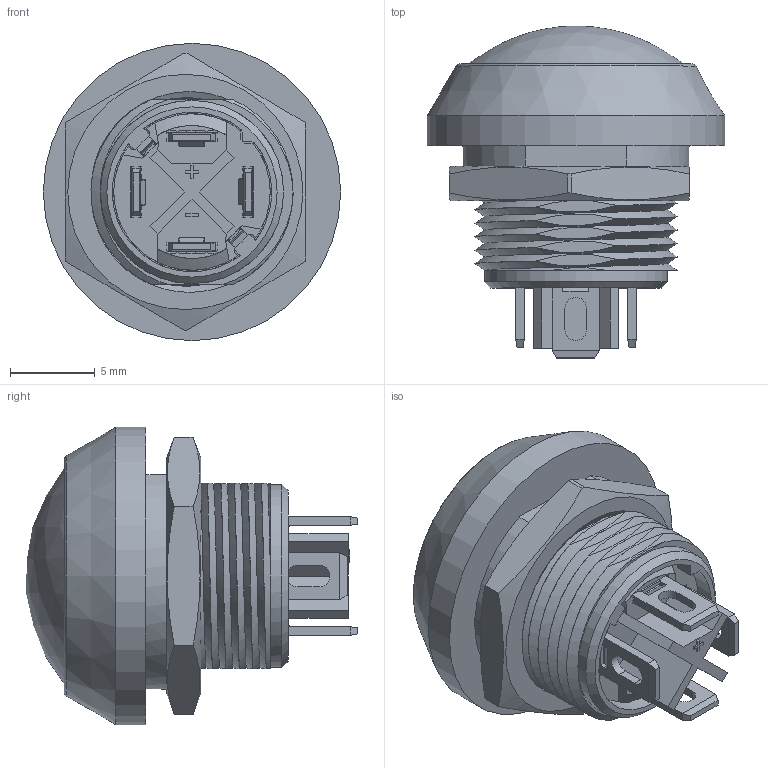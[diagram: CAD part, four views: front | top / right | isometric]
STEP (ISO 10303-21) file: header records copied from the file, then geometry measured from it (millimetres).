
FILE_DESCRIPTION(/* description */ (''),/* implementation_level */ '2;1');
FILE_NAME(/* name */ 'L SeriesThread Type W Nut Model.stp',/* time_stamp */ '2023-02-21T15:23:07-05:00',/* author */ ('dwiltbank'),/* organization */ (''),/* preprocessor_version */ 'ST-DEVELOPER v18.1',/* originating_system */ 'Autodesk Inventor 2022',/* authorisation */ '');
FILE_SCHEMA (('AUTOMOTIVE_DESIGN { 1 0 10303 214 3 1 1 }'));
Length unit declared in the file: inch
Products named in the file (1): Assembly Thread type w nut_Simplify_1
Bounding box: 17.53 x 19.56 x 17.53 mm (x, y, z)
Volume: 1693.4 mm3; surface area: 3395.2 mm2
Topology: 1 solids, 1 shells, 819 faces, 2370 edges, 1498 vertices
Faces by surface type: plane 536, cylinder 178, bspline 29, cone 27, torus 26, sphere 23
Full cylindrical faces by diameter (mm): 3.2 x1, 3.429 x1, 4.699 x1, 4.851 x1, 5.415 x1, 6.116 x1, 7.01 x1, 9.195 x1, 10.795 x1, 12.696 x1, 12.903 x1, 17.526 x1
Entity records: 34334 total; most frequent: CARTESIAN_POINT 11950, ORIENTED_EDGE 4698, DIRECTION 4307, EDGE_CURVE 2349, LINE 1585, VECTOR 1585, VERTEX_POINT 1498, AXIS2_PLACEMENT_3D 1361
